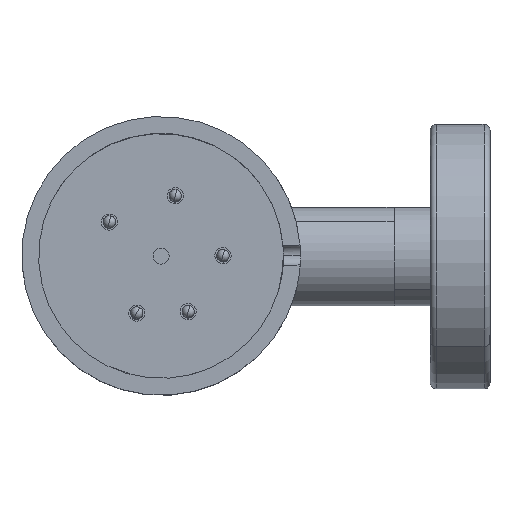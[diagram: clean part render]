
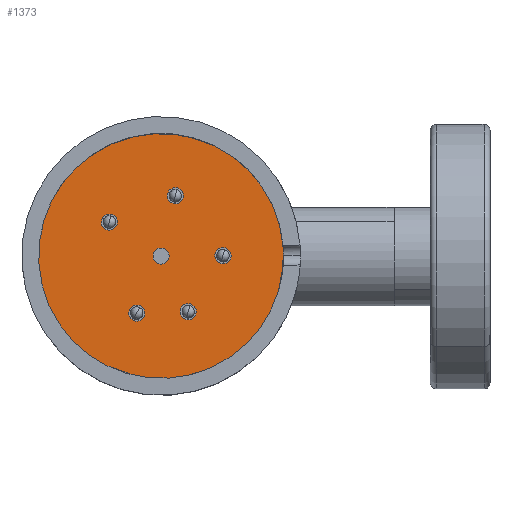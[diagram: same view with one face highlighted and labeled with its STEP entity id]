
A CAD part, top view. The second image highlights one B-rep face of the part: STEP entity #1373.
In plain terms, the highlighted planar face has unit normal (0, 0, 1).
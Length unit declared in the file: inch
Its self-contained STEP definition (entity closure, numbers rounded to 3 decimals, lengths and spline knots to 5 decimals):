
#18 = VERTEX_POINT ( 'NONE', #5607 ) ;
#97 = CIRCLE ( 'NONE', #4184, 0.0405 ) ;
#111 = EDGE_CURVE ( 'NONE', #1804, #8600, #2122, .T. ) ;
#114 = CARTESIAN_POINT ( 'NONE',  ( 0.03888, -0.01133, 2.836 ) ) ;
#203 = EDGE_CURVE ( 'NONE', #8600, #1804, #8103, .T. ) ;
#228 = CARTESIAN_POINT ( 'NONE',  ( 0., 0., 2.836 ) ) ;
#230 = VERTEX_POINT ( 'NONE', #532 ) ;
#336 = VERTEX_POINT ( 'NONE', #1024 ) ;
#337 = DIRECTION ( 'NONE',  ( 0., 0., 1. ) ) ;
#389 = CIRCLE ( 'NONE', #3637, 0.0405 ) ;
#390 = DIRECTION ( 'NONE',  ( 0., 0., 1. ) ) ;
#430 = DIRECTION ( 'NONE',  ( 0., 0., 1. ) ) ;
#490 = DIRECTION ( 'NONE',  ( 0., 0., 1. ) ) ;
#532 = CARTESIAN_POINT ( 'NONE',  ( -0.59044, 0.17207, 2.836 ) ) ;
#570 = EDGE_CURVE ( 'NONE', #878, #8666, #2865, .T. ) ;
#699 = VERTEX_POINT ( 'NONE', #3333 ) ;
#719 = ORIENTED_EDGE ( 'NONE', *, *, #5162, .F. ) ;
#794 = FACE_BOUND ( 'NONE', #5736, .T. ) ;
#878 = VERTEX_POINT ( 'NONE', #5298 ) ;
#1024 = CARTESIAN_POINT ( 'NONE',  ( 0.03277, 0.31439, 2.836 ) ) ;
#1089 = AXIS2_PLACEMENT_3D ( 'NONE', #3755, #8580, #1910 ) ;
#1105 = CARTESIAN_POINT ( 'NONE',  ( -0.25968, 0.17046, 2.836 ) ) ;
#1137 = DIRECTION ( 'NONE',  ( 0., 0., 1. ) ) ;
#1200 = DIRECTION ( 'NONE',  ( -0.96, 0.28, 0. ) ) ;
#1234 = CIRCLE ( 'NONE', #7367, 0.0405 ) ;
#1244 = ORIENTED_EDGE ( 'NONE', *, *, #203, .F. ) ;
#1373 = ADVANCED_FACE ( 'NONE', ( #3544, #6783, #8228, #5502, #1415, #794, #2881 ), #2791, .T. ) ;
#1409 = AXIS2_PLACEMENT_3D ( 'NONE', #7735, #3934, #1200 ) ;
#1415 = FACE_BOUND ( 'NONE', #1728, .T. ) ;
#1502 = VERTEX_POINT ( 'NONE', #6643 ) ;
#1728 = EDGE_LOOP ( 'NONE', ( #2281, #7358 ) ) ;
#1802 = AXIS2_PLACEMENT_3D ( 'NONE', #5114, #2459, #5073 ) ;
#1804 = VERTEX_POINT ( 'NONE', #5951 ) ;
#1830 = DIRECTION ( 'NONE',  ( 0., 0., 1. ) ) ;
#1875 = CARTESIAN_POINT ( 'NONE',  ( 0.311, 0.00207, 2.836 ) ) ;
#1896 = DIRECTION ( 'NONE',  ( -0.96, 0.28, 0. ) ) ;
#1910 = DIRECTION ( 'NONE',  ( -0.96, 0.28, 0. ) ) ;
#2032 = EDGE_LOOP ( 'NONE', ( #3136, #8105 ) ) ;
#2122 = CIRCLE ( 'NONE', #1409, 0.0405 ) ;
#2281 = ORIENTED_EDGE ( 'NONE', *, *, #5507, .F. ) ;
#2409 = AXIS2_PLACEMENT_3D ( 'NONE', #2926, #7477, #4276 ) ;
#2439 = EDGE_CURVE ( 'NONE', #6259, #699, #6789, .T. ) ;
#2459 = DIRECTION ( 'NONE',  ( 0., 0., 1. ) ) ;
#2491 = EDGE_CURVE ( 'NONE', #8666, #878, #7348, .T. ) ;
#2691 = AXIS2_PLACEMENT_3D ( 'NONE', #6548, #8414, #7241 ) ;
#2791 = PLANE ( 'NONE',  #2409 ) ;
#2865 = CIRCLE ( 'NONE', #7697, 0.0405 ) ;
#2881 = FACE_OUTER_BOUND ( 'NONE', #2032, .T. ) ;
#2926 = CARTESIAN_POINT ( 'NONE',  ( 0., 0., 2.836 ) ) ;
#2946 = DIRECTION ( 'NONE',  ( 0., 0., 1. ) ) ;
#3004 = EDGE_LOOP ( 'NONE', ( #6452, #4537 ) ) ;
#3079 = AXIS2_PLACEMENT_3D ( 'NONE', #4478, #1137, #6468 ) ;
#3081 = CARTESIAN_POINT ( 'NONE',  ( 0., 0., 2.836 ) ) ;
#3136 = ORIENTED_EDGE ( 'NONE', *, *, #4303, .T. ) ;
#3156 = EDGE_CURVE ( 'NONE', #336, #7238, #7736, .T. ) ;
#3194 = AXIS2_PLACEMENT_3D ( 'NONE', #7059, #5103, #4463 ) ;
#3333 = CARTESIAN_POINT ( 'NONE',  ( 0.34988, -0.00926, 2.836 ) ) ;
#3347 = CARTESIAN_POINT ( 'NONE',  ( 0.311, 0.00207, 2.836 ) ) ;
#3411 = CARTESIAN_POINT ( 'NONE',  ( 0.11053, 0.29172, 2.836 ) ) ;
#3544 = FACE_BOUND ( 'NONE', #3930, .T. ) ;
#3632 = CIRCLE ( 'NONE', #1089, 0.0405 ) ;
#3637 = AXIS2_PLACEMENT_3D ( 'NONE', #1105, #390, #7816 ) ;
#3739 = CIRCLE ( 'NONE', #8172, 0.0405 ) ;
#3755 = CARTESIAN_POINT ( 'NONE',  ( 0.1363, -0.27929, 2.836 ) ) ;
#3760 = CIRCLE ( 'NONE', #3079, 0.615 ) ;
#3923 = CARTESIAN_POINT ( 'NONE',  ( -0.29856, 0.18179, 2.836 ) ) ;
#3930 = EDGE_LOOP ( 'NONE', ( #6473, #7619 ) ) ;
#3934 = DIRECTION ( 'NONE',  ( 0., 0., 1. ) ) ;
#4148 = VERTEX_POINT ( 'NONE', #5343 ) ;
#4184 = AXIS2_PLACEMENT_3D ( 'NONE', #3347, #7449, #5353 ) ;
#4276 = DIRECTION ( 'NONE',  ( -0.96, 0.28, 0. ) ) ;
#4303 = EDGE_CURVE ( 'NONE', #230, #1502, #7369, .T. ) ;
#4336 = EDGE_CURVE ( 'NONE', #18, #5319, #3632, .T. ) ;
#4383 = EDGE_LOOP ( 'NONE', ( #8561, #719 ) ) ;
#4463 = DIRECTION ( 'NONE',  ( -0.96, 0.28, 0. ) ) ;
#4478 = CARTESIAN_POINT ( 'NONE',  ( 0., 0., 2.836 ) ) ;
#4535 = CARTESIAN_POINT ( 'NONE',  ( 0.09742, -0.26796, 2.836 ) ) ;
#4537 = ORIENTED_EDGE ( 'NONE', *, *, #7309, .F. ) ;
#4693 = EDGE_CURVE ( 'NONE', #7090, #4148, #389, .T. ) ;
#5073 = DIRECTION ( 'NONE',  ( -0.96, 0.28, 0. ) ) ;
#5103 = DIRECTION ( 'NONE',  ( 0., 0., 1. ) ) ;
#5114 = CARTESIAN_POINT ( 'NONE',  ( -0.25968, 0.17046, 2.836 ) ) ;
#5162 = EDGE_CURVE ( 'NONE', #699, #6259, #97, .T. ) ;
#5298 = CARTESIAN_POINT ( 'NONE',  ( -0.03888, 0.01133, 2.836 ) ) ;
#5319 = VERTEX_POINT ( 'NONE', #4535 ) ;
#5343 = CARTESIAN_POINT ( 'NONE',  ( -0.2208, 0.15913, 2.836 ) ) ;
#5353 = DIRECTION ( 'NONE',  ( -0.96, 0.28, 0. ) ) ;
#5502 = FACE_BOUND ( 'NONE', #4383, .T. ) ;
#5507 = EDGE_CURVE ( 'NONE', #5319, #18, #3739, .T. ) ;
#5551 = AXIS2_PLACEMENT_3D ( 'NONE', #1875, #490, #6370 ) ;
#5589 = CIRCLE ( 'NONE', #1802, 0.0405 ) ;
#5604 = DIRECTION ( 'NONE',  ( -0.96, 0.28, 0. ) ) ;
#5607 = CARTESIAN_POINT ( 'NONE',  ( 0.17519, -0.29062, 2.836 ) ) ;
#5668 = CARTESIAN_POINT ( 'NONE',  ( 0.07165, 0.30306, 2.836 ) ) ;
#5698 = ORIENTED_EDGE ( 'NONE', *, *, #6407, .F. ) ;
#5734 = DIRECTION ( 'NONE',  ( -0.96, 0.28, 0. ) ) ;
#5736 = EDGE_LOOP ( 'NONE', ( #1244, #6648 ) ) ;
#5951 = CARTESIAN_POINT ( 'NONE',  ( -0.08309, -0.29764, 2.836 ) ) ;
#5954 = AXIS2_PLACEMENT_3D ( 'NONE', #6854, #430, #1896 ) ;
#6259 = VERTEX_POINT ( 'NONE', #8134 ) ;
#6370 = DIRECTION ( 'NONE',  ( -0.96, 0.28, 0. ) ) ;
#6407 = EDGE_CURVE ( 'NONE', #4148, #7090, #5589, .T. ) ;
#6419 = EDGE_CURVE ( 'NONE', #1502, #230, #3760, .T. ) ;
#6452 = ORIENTED_EDGE ( 'NONE', *, *, #3156, .F. ) ;
#6468 = DIRECTION ( 'NONE',  ( -0.96, 0.28, 0. ) ) ;
#6473 = ORIENTED_EDGE ( 'NONE', *, *, #570, .F. ) ;
#6500 = DIRECTION ( 'NONE',  ( -0.96, 0.28, 0. ) ) ;
#6544 = AXIS2_PLACEMENT_3D ( 'NONE', #228, #2946, #5604 ) ;
#6548 = CARTESIAN_POINT ( 'NONE',  ( -0.12198, -0.28631, 2.836 ) ) ;
#6643 = CARTESIAN_POINT ( 'NONE',  ( 0.59044, -0.17207, 2.836 ) ) ;
#6648 = ORIENTED_EDGE ( 'NONE', *, *, #111, .F. ) ;
#6783 = FACE_BOUND ( 'NONE', #7469, .T. ) ;
#6789 = CIRCLE ( 'NONE', #5551, 0.0405 ) ;
#6854 = CARTESIAN_POINT ( 'NONE',  ( 0.07165, 0.30306, 2.836 ) ) ;
#6910 = DIRECTION ( 'NONE',  ( -0.96, 0.28, 0. ) ) ;
#7059 = CARTESIAN_POINT ( 'NONE',  ( 0., 0., 2.836 ) ) ;
#7090 = VERTEX_POINT ( 'NONE', #3923 ) ;
#7238 = VERTEX_POINT ( 'NONE', #3411 ) ;
#7241 = DIRECTION ( 'NONE',  ( -0.96, 0.28, 0. ) ) ;
#7309 = EDGE_CURVE ( 'NONE', #7238, #336, #1234, .T. ) ;
#7338 = CARTESIAN_POINT ( 'NONE',  ( -0.16086, -0.27498, 2.836 ) ) ;
#7348 = CIRCLE ( 'NONE', #3194, 0.0405 ) ;
#7358 = ORIENTED_EDGE ( 'NONE', *, *, #4336, .F. ) ;
#7367 = AXIS2_PLACEMENT_3D ( 'NONE', #5668, #337, #6910 ) ;
#7369 = CIRCLE ( 'NONE', #6544, 0.615 ) ;
#7403 = ORIENTED_EDGE ( 'NONE', *, *, #4693, .F. ) ;
#7449 = DIRECTION ( 'NONE',  ( 0., 0., 1. ) ) ;
#7469 = EDGE_LOOP ( 'NONE', ( #7403, #5698 ) ) ;
#7477 = DIRECTION ( 'NONE',  ( 0., 0., 1. ) ) ;
#7552 = DIRECTION ( 'NONE',  ( 0., 0., 1. ) ) ;
#7619 = ORIENTED_EDGE ( 'NONE', *, *, #2491, .F. ) ;
#7697 = AXIS2_PLACEMENT_3D ( 'NONE', #3081, #7552, #5734 ) ;
#7735 = CARTESIAN_POINT ( 'NONE',  ( -0.12198, -0.28631, 2.836 ) ) ;
#7736 = CIRCLE ( 'NONE', #5954, 0.0405 ) ;
#7797 = CARTESIAN_POINT ( 'NONE',  ( 0.1363, -0.27929, 2.836 ) ) ;
#7816 = DIRECTION ( 'NONE',  ( -0.96, 0.28, 0. ) ) ;
#8103 = CIRCLE ( 'NONE', #2691, 0.0405 ) ;
#8105 = ORIENTED_EDGE ( 'NONE', *, *, #6419, .T. ) ;
#8134 = CARTESIAN_POINT ( 'NONE',  ( 0.27212, 0.0134, 2.836 ) ) ;
#8172 = AXIS2_PLACEMENT_3D ( 'NONE', #7797, #1830, #6500 ) ;
#8228 = FACE_BOUND ( 'NONE', #3004, .T. ) ;
#8414 = DIRECTION ( 'NONE',  ( 0., 0., 1. ) ) ;
#8561 = ORIENTED_EDGE ( 'NONE', *, *, #2439, .F. ) ;
#8580 = DIRECTION ( 'NONE',  ( 0., 0., 1. ) ) ;
#8600 = VERTEX_POINT ( 'NONE', #7338 ) ;
#8666 = VERTEX_POINT ( 'NONE', #114 ) ;
